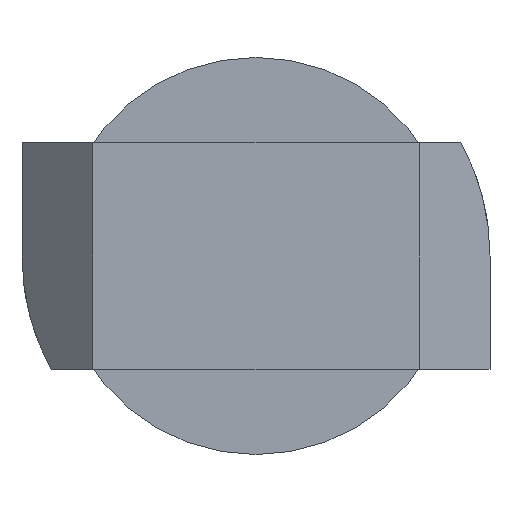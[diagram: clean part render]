
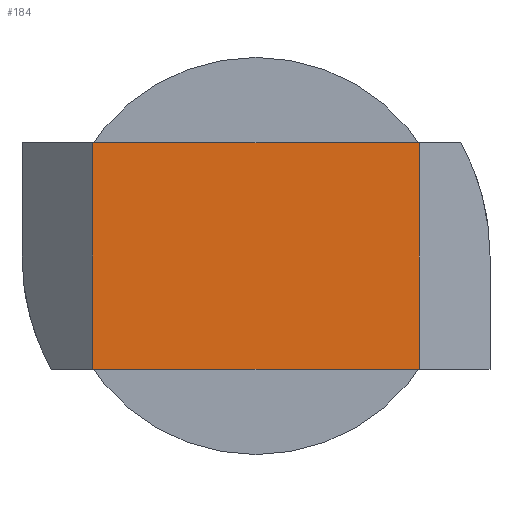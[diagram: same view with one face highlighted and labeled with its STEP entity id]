
A CAD part, front view. The second image highlights one B-rep face of the part: STEP entity #184.
In plain terms, the highlighted planar face has unit normal (0, -1, 0).
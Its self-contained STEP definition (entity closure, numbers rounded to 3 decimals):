
#176 = EDGE_CURVE ( 'NONE', #177, #313, #720, .T. ) ;
#177 = VERTEX_POINT ( 'NONE', #716 ) ;
#180 = EDGE_LOOP ( 'NONE', ( #185, #186, #226, #229 ) ) ;
#184 = ADVANCED_FACE ( '2473', ( #711 ), #705, .T. ) ;
#185 = ORIENTED_EDGE ( 'NONE', *, *, #176, .T. ) ;
#186 = ORIENTED_EDGE ( 'NONE', *, *, #187, .T. ) ;
#187 = EDGE_CURVE ( 'NONE', #313, #188, #700, .T. ) ;
#188 = VERTEX_POINT ( 'NONE', #696 ) ;
#226 = ORIENTED_EDGE ( 'NONE', *, *, #227, .F. ) ;
#227 = EDGE_CURVE ( 'NONE', #228, #188, #771, .T. ) ;
#228 = VERTEX_POINT ( 'NONE', #767 ) ;
#229 = ORIENTED_EDGE ( 'NONE', *, *, #230, .F. ) ;
#230 = EDGE_CURVE ( 'NONE', #177, #228, #806, .T. ) ;
#313 = VERTEX_POINT ( 'NONE', #1104 ) ;
#696 = CARTESIAN_POINT ( 'NONE',  ( 5.75, -6.5, -4. ) ) ;
#697 = DIRECTION ( 'NONE',  ( 1., 0., 0. ) ) ;
#698 = VECTOR ( 'NONE', #697, 1000. ) ;
#699 = CARTESIAN_POINT ( 'NONE',  ( 0., -6.5, -4. ) ) ;
#700 = LINE ( 'NONE', #699, #698 ) ;
#701 = DIRECTION ( 'NONE',  ( 0., 0., -1. ) ) ;
#702 = DIRECTION ( 'NONE',  ( 0., -1., 0. ) ) ;
#703 = CARTESIAN_POINT ( 'NONE',  ( -5.75, -6.5, -4. ) ) ;
#704 = AXIS2_PLACEMENT_3D ( 'NONE', #703, #702, #701 ) ;
#705 = PLANE ( 'NONE',  #704 ) ;
#711 = FACE_OUTER_BOUND ( 'NONE', #180, .T. ) ;
#716 = CARTESIAN_POINT ( 'NONE',  ( -5.75, -6.5, 4. ) ) ;
#717 = DIRECTION ( 'NONE',  ( 0., 0., -1. ) ) ;
#718 = VECTOR ( 'NONE', #717, 1000. ) ;
#719 = CARTESIAN_POINT ( 'NONE',  ( -5.75, -6.5, -4. ) ) ;
#720 = LINE ( 'NONE', #719, #718 ) ;
#767 = CARTESIAN_POINT ( 'NONE',  ( 5.75, -6.5, 4. ) ) ;
#768 = DIRECTION ( 'NONE',  ( 0., 0., -1. ) ) ;
#769 = VECTOR ( 'NONE', #768, 1000. ) ;
#770 = CARTESIAN_POINT ( 'NONE',  ( 5.75, -6.5, -4. ) ) ;
#771 = LINE ( 'NONE', #770, #769 ) ;
#803 = DIRECTION ( 'NONE',  ( 1., 0., 0. ) ) ;
#804 = VECTOR ( 'NONE', #803, 1000. ) ;
#805 = CARTESIAN_POINT ( 'NONE',  ( 0., -6.5, 4. ) ) ;
#806 = LINE ( 'NONE', #805, #804 ) ;
#1104 = CARTESIAN_POINT ( 'NONE',  ( -5.75, -6.5, -4. ) ) ;
